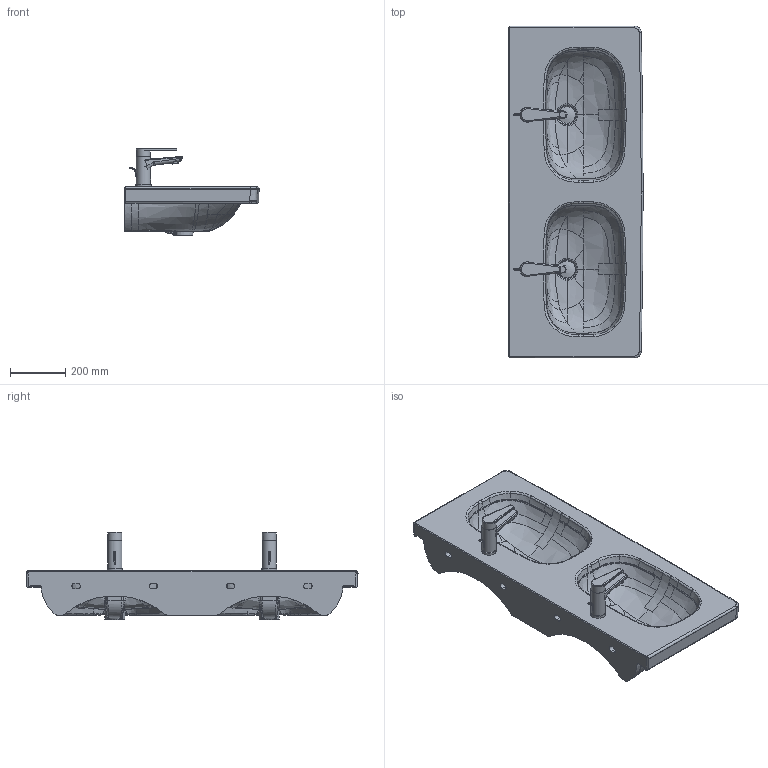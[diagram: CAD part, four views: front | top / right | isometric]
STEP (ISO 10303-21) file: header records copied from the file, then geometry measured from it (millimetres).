
FILE_DESCRIPTION((''),'2;1');
FILE_NAME('034812.stp','2012-10-15T14:06:13',('Administrator'),(''),'Autodesk Inventor 2011','Autodesk Inventor 2011','');
FILE_SCHEMA(('CONFIG_CONTROL_DESIGN'));
Length unit declared in the file: millimetre
Products named in the file (10): 034812; Baterrie_WT; hebel1; Hebel2; hebel3; Neoperl; Halter2starck1; Stopfen; Kelch
Assembly tree (12 placements, depth 3):
  034812
    034812
    Baterrie_WT  x2
      hebel1
      Hebel2
      hebel3
      Neoperl
      Halter2starck1
    Stopfen  x2
    Kelch  x2
Bounding box: 485 x 1200.2 x 317 mm (x, y, z)
Volume: 37006138.7 mm3; surface area: 2081085.6 mm2
Topology: 15 solids, 15 shells, 1039 faces, 2558 edges, 1527 vertices
Faces by surface type: bspline 670, cylinder 168, plane 121, torus 40, sphere 28, cone 12
Full cylindrical faces by diameter (mm): 16 x2, 20 x2, 25 x2, 35 x2, 42 x2, 44 x2, 46 x2, 46.241 x2, 50 x2, 52 x2, 55 x2, 60 x2
Entity records: 137066 total; most frequent: CARTESIAN_POINT 119086, ORIENTED_EDGE 4448, DIRECTION 2335, EDGE_CURVE 2224, VERTEX_POINT 1356, B_SPLINE_CURVE_WITH_KNOTS 1165, AXIS2_PLACEMENT_3D 994, EDGE_LOOP 962
